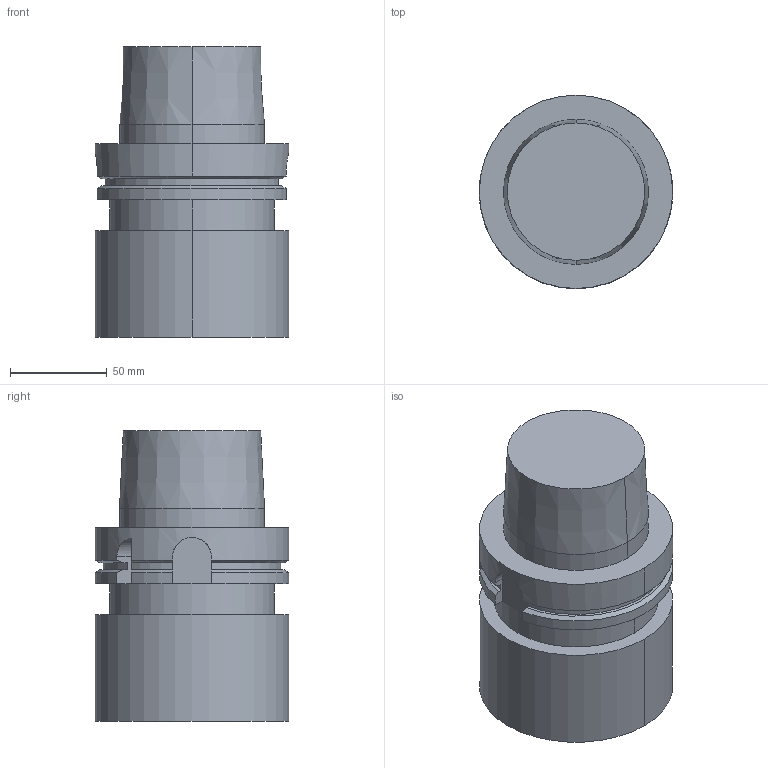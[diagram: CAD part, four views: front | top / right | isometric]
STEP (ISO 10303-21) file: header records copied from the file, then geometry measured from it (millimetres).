
FILE_DESCRIPTION((''),'2;1');
FILE_NAME('8420010091','2020-05-29T10:27:18',('thiemer'),(''),'CREO PARAMETRIC BY PTC INC, 2018400','CREO PARAMETRIC BY PTC INC, 2018400','');
FILE_SCHEMA(('AUTOMOTIVE_DESIGN { 1 0 10303 214 1 1 1 1 }'));
Length unit declared in the file: millimetre
Products named in the file (1): 8420010091
Bounding box: 100 x 100 x 150 mm (x, y, z)
Volume: 816322.3 mm3; surface area: 73245.7 mm2
Topology: 1 solids, 1 shells, 49 faces, 127 edges, 84 vertices
Faces by surface type: plane 21, cylinder 20, cone 8
Entity records: 2379 total; most frequent: CARTESIAN_POINT 387, DIRECTION 291, ORIENTED_EDGE 254, PRESENTATION_STYLE_ASSIGNMENT 146, STYLED_ITEM 146, CURVE_STYLE 145, EDGE_CURVE 127, AXIS2_PLACEMENT_3D 112
